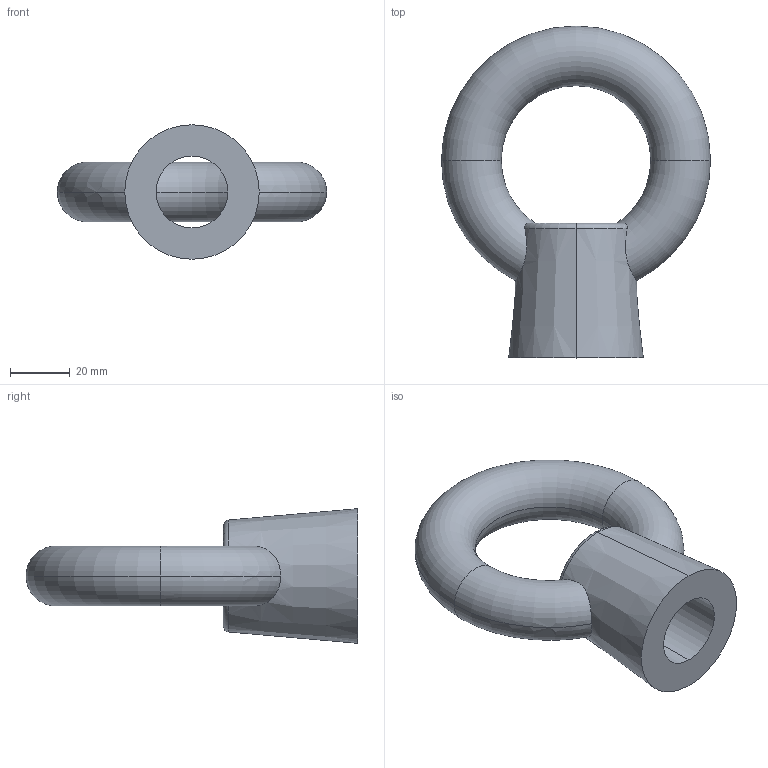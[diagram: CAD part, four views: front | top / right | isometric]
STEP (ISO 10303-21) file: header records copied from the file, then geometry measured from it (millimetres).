
FILE_DESCRIPTION (( 'STEP AP203' ), '1' );
FILE_NAME ('B-1132-24.STEP', '2009-10-08T06:35:52', ( ' ' ), ( ' ' ), 'SwSTEP 2.0', 'SolidWorks 2007', '' );
FILE_SCHEMA (( 'CONFIG_CONTROL_DESIGN' ));
Length unit declared in the file: millimetre
Products named in the file (1): B-1132-24
Bounding box: 90 x 111 x 45 mm (x, y, z)
Volume: 96174.9 mm3; surface area: 21705.2 mm2
Topology: 1 solids, 1 shells, 15 faces, 40 edges, 25 vertices
Faces by surface type: torus 9, cylinder 2, cone 2, plane 2
Entity records: 777 total; most frequent: CARTESIAN_POINT 319, DIRECTION 84, ORIENTED_EDGE 80, AXIS2_PLACEMENT_3D 40, EDGE_CURVE 40, VERTEX_POINT 25, CIRCLE 24, EDGE_LOOP 17
